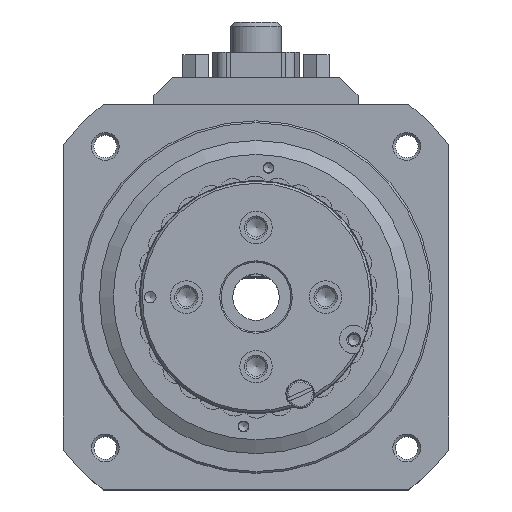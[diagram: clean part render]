
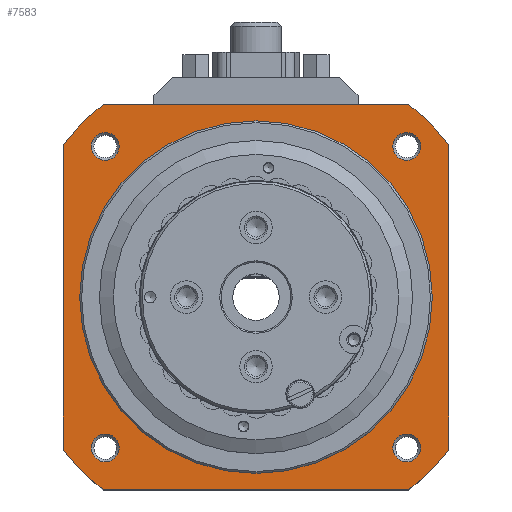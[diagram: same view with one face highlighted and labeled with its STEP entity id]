
A CAD part, top view. The second image highlights one B-rep face of the part: STEP entity #7583.
In plain terms, the highlighted planar face has unit normal (0, 0, 1).
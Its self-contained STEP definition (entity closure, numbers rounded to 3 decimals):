
#380=CIRCLE('',#9523,53.);
#383=CIRCLE('',#9528,53.);
#386=CIRCLE('',#9533,53.);
#387=CIRCLE('',#9536,53.);
#388=CIRCLE('',#9538,3.);
#389=CIRCLE('',#9539,3.);
#390=CIRCLE('',#9540,3.);
#391=CIRCLE('',#9541,3.);
#392=CIRCLE('',#9542,38.);
#1062=ORIENTED_EDGE('',*,*,#3020,.T.);
#1063=ORIENTED_EDGE('',*,*,#3021,.T.);
#1064=ORIENTED_EDGE('',*,*,#3022,.T.);
#1065=ORIENTED_EDGE('',*,*,#3023,.T.);
#1066=ORIENTED_EDGE('',*,*,#3024,.F.);
#1067=ORIENTED_EDGE('',*,*,#3001,.T.);
#1068=ORIENTED_EDGE('',*,*,#3004,.T.);
#1069=ORIENTED_EDGE('',*,*,#3008,.T.);
#1070=ORIENTED_EDGE('',*,*,#3010,.T.);
#1071=ORIENTED_EDGE('',*,*,#3014,.T.);
#1072=ORIENTED_EDGE('',*,*,#3016,.T.);
#1073=ORIENTED_EDGE('',*,*,#3018,.T.);
#1074=ORIENTED_EDGE('',*,*,#3019,.T.);
#3001=EDGE_CURVE('',#3995,#3994,#4749,.T.);
#3004=EDGE_CURVE('',#3994,#3996,#380,.T.);
#3008=EDGE_CURVE('',#3996,#3999,#4753,.T.);
#3010=EDGE_CURVE('',#3999,#4000,#383,.T.);
#3014=EDGE_CURVE('',#4000,#4003,#4756,.T.);
#3016=EDGE_CURVE('',#4003,#4004,#386,.T.);
#3018=EDGE_CURVE('',#4004,#4005,#4759,.T.);
#3019=EDGE_CURVE('',#4005,#3995,#387,.T.);
#3020=EDGE_CURVE('',#4006,#4006,#388,.T.);
#3021=EDGE_CURVE('',#4007,#4007,#389,.T.);
#3022=EDGE_CURVE('',#4008,#4008,#390,.T.);
#3023=EDGE_CURVE('',#4009,#4009,#391,.T.);
#3024=EDGE_CURVE('',#4010,#4010,#392,.T.);
#3994=VERTEX_POINT('',#13365);
#3995=VERTEX_POINT('',#13367);
#3996=VERTEX_POINT('',#13371);
#3999=VERTEX_POINT('',#13379);
#4000=VERTEX_POINT('',#13383);
#4003=VERTEX_POINT('',#13391);
#4004=VERTEX_POINT('',#13395);
#4005=VERTEX_POINT('',#13399);
#4006=VERTEX_POINT('',#13405);
#4007=VERTEX_POINT('',#13407);
#4008=VERTEX_POINT('',#13409);
#4009=VERTEX_POINT('',#13411);
#4010=VERTEX_POINT('',#13413);
#4749=LINE('',#13366,#5225);
#4753=LINE('',#13380,#5229);
#4756=LINE('',#13392,#5232);
#4759=LINE('',#13400,#5235);
#5225=VECTOR('',#10735,1000.);
#5229=VECTOR('',#10749,1000.);
#5232=VECTOR('',#10762,1000.);
#5235=VECTOR('',#10771,1000.);
#5688=EDGE_LOOP('',(#1062));
#5689=EDGE_LOOP('',(#1063));
#5690=EDGE_LOOP('',(#1064));
#5691=EDGE_LOOP('',(#1065));
#5692=EDGE_LOOP('',(#1066));
#5693=EDGE_LOOP('',(#1067,#1068,#1069,#1070,#1071,#1072,#1073,#1074));
#6510=FACE_BOUND('',#5688,.T.);
#6511=FACE_BOUND('',#5689,.T.);
#6512=FACE_BOUND('',#5690,.T.);
#6513=FACE_BOUND('',#5691,.T.);
#6514=FACE_BOUND('',#5692,.T.);
#6515=FACE_BOUND('',#5693,.T.);
#7315=PLANE('',#9537);
#7583=ADVANCED_FACE('',(#6510,#6511,#6512,#6513,#6514,#6515),#7315,.T.);
#9523=AXIS2_PLACEMENT_3D('',#13372,#10740,#10741);
#9528=AXIS2_PLACEMENT_3D('',#13384,#10753,#10754);
#9533=AXIS2_PLACEMENT_3D('',#13396,#10766,#10767);
#9536=AXIS2_PLACEMENT_3D('',#13402,#10774,#10775);
#9537=AXIS2_PLACEMENT_3D('',#13403,#10776,#10777);
#9538=AXIS2_PLACEMENT_3D('',#13404,#10778,#10779);
#9539=AXIS2_PLACEMENT_3D('',#13406,#10780,#10781);
#9540=AXIS2_PLACEMENT_3D('',#13408,#10782,#10783);
#9541=AXIS2_PLACEMENT_3D('',#13410,#10784,#10785);
#9542=AXIS2_PLACEMENT_3D('',#13412,#10786,#10787);
#10735=DIRECTION('',(0.,-1.,0.));
#10740=DIRECTION('',(0.,0.,1.));
#10741=DIRECTION('',(1.,0.,0.));
#10749=DIRECTION('',(1.,0.,0.));
#10753=DIRECTION('',(0.,0.,1.));
#10754=DIRECTION('',(1.,0.,0.));
#10762=DIRECTION('',(0.,1.,0.));
#10766=DIRECTION('',(0.,0.,1.));
#10767=DIRECTION('',(1.,0.,0.));
#10771=DIRECTION('',(-1.,0.,0.));
#10774=DIRECTION('',(0.,0.,1.));
#10775=DIRECTION('',(1.,0.,0.));
#10776=DIRECTION('',(0.,0.,1.));
#10777=DIRECTION('',(1.,0.,0.));
#10778=DIRECTION('',(0.,0.,-1.));
#10779=DIRECTION('',(-1.,0.,0.));
#10780=DIRECTION('',(0.,0.,-1.));
#10781=DIRECTION('',(-1.,0.,0.));
#10782=DIRECTION('',(0.,0.,-1.));
#10783=DIRECTION('',(-1.,0.,0.));
#10784=DIRECTION('',(0.,0.,-1.));
#10785=DIRECTION('',(-1.,0.,0.));
#10786=DIRECTION('',(0.,0.,1.));
#10787=DIRECTION('',(1.,0.,0.));
#13365=CARTESIAN_POINT('',(-41.5,-32.966,51.3));
#13366=CARTESIAN_POINT('',(-41.5,32.966,51.3));
#13367=CARTESIAN_POINT('',(-41.5,32.966,51.3));
#13371=CARTESIAN_POINT('',(-32.966,-41.5,51.3));
#13372=CARTESIAN_POINT('',(0.,0.,
51.3));
#13379=CARTESIAN_POINT('',(32.966,-41.5,51.3));
#13380=CARTESIAN_POINT('',(-32.966,-41.5,51.3));
#13383=CARTESIAN_POINT('',(41.5,-32.966,51.3));
#13384=CARTESIAN_POINT('',(0.,0.,51.3));
#13391=CARTESIAN_POINT('',(41.5,32.966,51.3));
#13392=CARTESIAN_POINT('',(41.5,-32.966,51.3));
#13395=CARTESIAN_POINT('',(32.966,41.5,51.3));
#13396=CARTESIAN_POINT('',(0.,0.,51.3));
#13399=CARTESIAN_POINT('',(-32.966,41.5,51.3));
#13400=CARTESIAN_POINT('',(32.966,41.5,51.3));
#13402=CARTESIAN_POINT('',(0.,0.,51.3));
#13403=CARTESIAN_POINT('',(0.,0.,
51.3));
#13404=CARTESIAN_POINT('',(-32.5,32.5,51.3));
#13405=CARTESIAN_POINT('',(-35.5,32.5,51.3));
#13406=CARTESIAN_POINT('',(32.5,-32.5,51.3));
#13407=CARTESIAN_POINT('',(29.5,-32.5,51.3));
#13408=CARTESIAN_POINT('',(-32.5,-32.5,51.3));
#13409=CARTESIAN_POINT('',(-35.5,-32.5,51.3));
#13410=CARTESIAN_POINT('',(32.5,32.5,51.3));
#13411=CARTESIAN_POINT('',(29.5,32.5,51.3));
#13412=CARTESIAN_POINT('',(0.,0.,51.3));
#13413=CARTESIAN_POINT('',(38.,0.,51.3));
